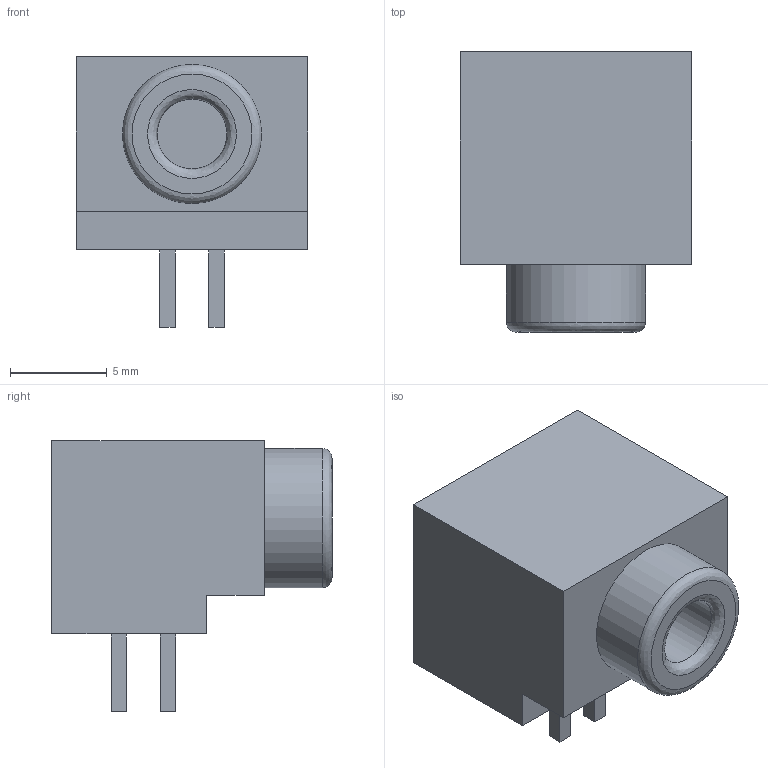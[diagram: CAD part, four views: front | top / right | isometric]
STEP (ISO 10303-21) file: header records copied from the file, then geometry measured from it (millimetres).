
FILE_DESCRIPTION(('FreeCAD Model'),'2;1');
FILE_NAME('3.5mm_THT.step','2021-02-01T12:44:18',('Author'),(''), 'Open CASCADE STEP processor 7.3','FreeCAD','Unknown');
FILE_SCHEMA(('AUTOMOTIVE_DESIGN { 1 0 10303 214 1 1 1 1 }'));
Length unit declared in the file: millimetre
Products named in the file (1): 3.5mm_THT
Bounding box: 12 x 14.5 x 14 mm (x, y, z)
Volume: 1363.3 mm3; surface area: 940.9 mm2
Topology: 6 solids, 6 shells, 38 faces, 76 edges, 50 vertices
Faces by surface type: plane 34, revolution 2, cylinder 2
Full cylindrical faces by diameter (mm): 3.6 x1, 7.2 x1
Entity records: 2247 total; most frequent: CARTESIAN_POINT 331, DIRECTION 314, LINE 216, VECTOR 216, ORIENTED_EDGE 152, PCURVE 152, DEFINITIONAL_REPRESENTATION 152, EDGE_CURVE 76
